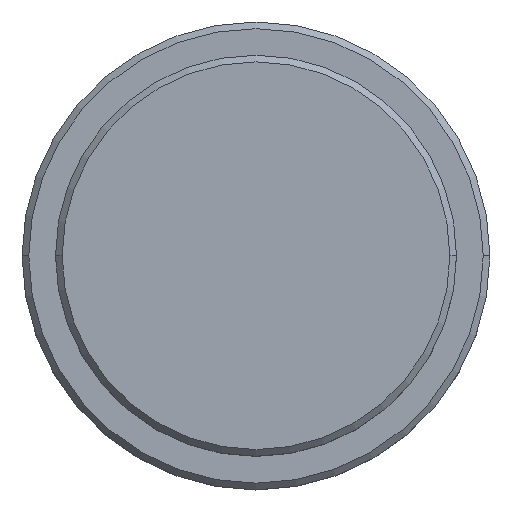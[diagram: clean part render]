
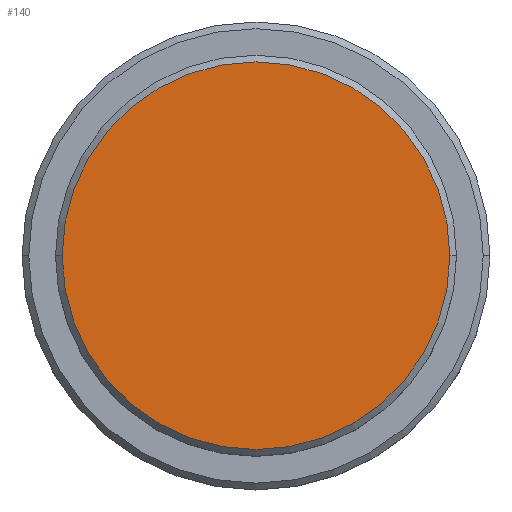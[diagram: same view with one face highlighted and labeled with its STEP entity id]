
A CAD part, top view. The second image highlights one B-rep face of the part: STEP entity #140.
In plain terms, the highlighted planar face has unit normal (0, 0, 1).
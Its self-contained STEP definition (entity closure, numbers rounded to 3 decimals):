
#22 = CARTESIAN_POINT ( 'NONE',  ( 14.5, 0., 0. ) ) ;
#100 = PLANE ( 'NONE',  #1231 ) ;
#140 = ADVANCED_FACE ( 'NONE', ( #956 ), #100, .T. ) ;
#235 = DIRECTION ( 'NONE',  ( 1., 0., 0. ) ) ;
#305 = CIRCLE ( 'NONE', #1322, 14.5 ) ;
#322 = DIRECTION ( 'NONE',  ( 0., 0., 1. ) ) ;
#393 = CARTESIAN_POINT ( 'NONE',  ( -14.5, 0., 0. ) ) ;
#400 = CIRCLE ( 'NONE', #462, 14.5 ) ;
#462 = AXIS2_PLACEMENT_3D ( 'NONE', #1105, #565, #1101 ) ;
#565 = DIRECTION ( 'NONE',  ( 0., 0., 1. ) ) ;
#658 = EDGE_LOOP ( 'NONE', ( #1016, #1215 ) ) ;
#816 = EDGE_CURVE ( 'NONE', #939, #856, #305, .T. ) ;
#856 = VERTEX_POINT ( 'NONE', #22 ) ;
#877 = CARTESIAN_POINT ( 'NONE',  ( 0., 0., 0. ) ) ;
#881 = DIRECTION ( 'NONE',  ( 0., 0., 1. ) ) ;
#939 = VERTEX_POINT ( 'NONE', #393 ) ;
#956 = FACE_OUTER_BOUND ( 'NONE', #658, .T. ) ;
#1016 = ORIENTED_EDGE ( 'NONE', *, *, #816, .T. ) ;
#1101 = DIRECTION ( 'NONE',  ( 1., 0., 0. ) ) ;
#1105 = CARTESIAN_POINT ( 'NONE',  ( 0., 0., 0. ) ) ;
#1175 = DIRECTION ( 'NONE',  ( 1., 0., 0. ) ) ;
#1215 = ORIENTED_EDGE ( 'NONE', *, *, #1277, .T. ) ;
#1231 = AXIS2_PLACEMENT_3D ( 'NONE', #1399, #322, #1175 ) ;
#1277 = EDGE_CURVE ( 'NONE', #856, #939, #400, .T. ) ;
#1322 = AXIS2_PLACEMENT_3D ( 'NONE', #877, #881, #235 ) ;
#1399 = CARTESIAN_POINT ( 'NONE',  ( 0., 0., 0. ) ) ;
